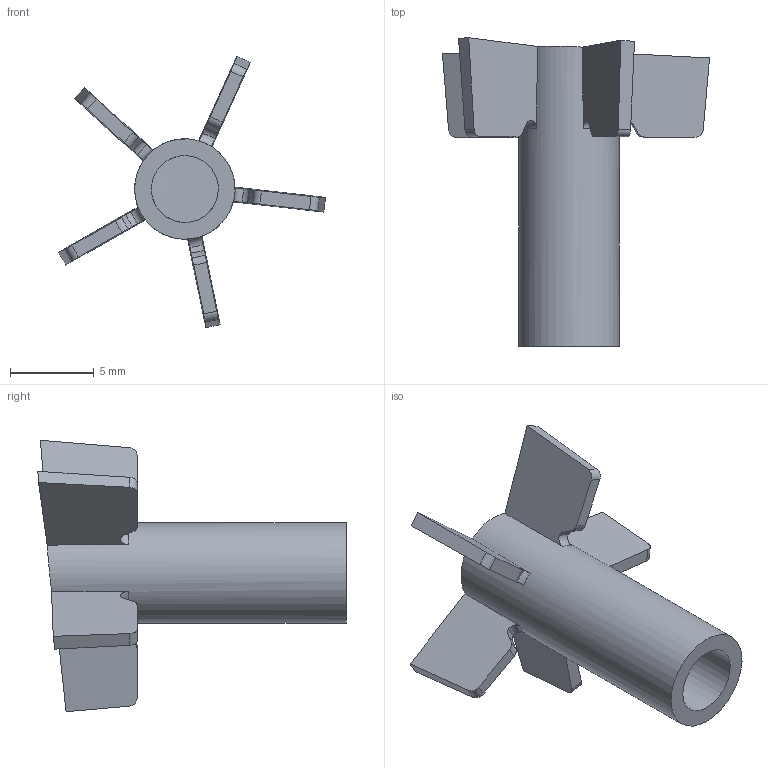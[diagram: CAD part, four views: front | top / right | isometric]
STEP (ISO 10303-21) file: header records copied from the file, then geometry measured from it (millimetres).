
FILE_DESCRIPTION(('Open CASCADE Model'),'2;1');
FILE_NAME('Open CASCADE Shape Model','2025-10-21T21:37:34',('Author'),( 'Open CASCADE'),'Open CASCADE STEP processor 7.7','Open CASCADE 7.7' ,'Unknown');
FILE_SCHEMA(('AUTOMOTIVE_DESIGN { 1 0 10303 214 1 1 1 1 }'));
Length unit declared in the file: millimetre
Products named in the file (50): Open CASCADE STEP translator 7.7 8; Open CASCADE STEP translator 7.7 8.1; Open CASCADE STEP translator 7.7 8.2; Open CASCADE STEP translator 7.7 8.3; Open CASCADE STEP translator 7.7 8.4; Open CASCADE STEP translator 7.7 8.5; Open CASCADE STEP translator 7.7 8.6; Open CASCADE STEP translator 7.7 8.7; Open CASCADE STEP translator 7.7 8.8; Open CASCADE STEP translator 7.7 8.9; Open CASCADE STEP translator 7.7 8.10; Open CASCADE STEP translator 7.7 8.11; Open CASCADE STEP translator 7.7 8.12; Open CASCADE STEP translator 7.7 8.13; Open CASCADE STEP translator 7.7 8.14; Open CASCADE STEP translator 7.7 8.15; Open CASCADE STEP translator 7.7 8.16; Open CASCADE STEP translator 7.7 8.17; Open CASCADE STEP translator 7.7 8.18; Open CASCADE STEP translator 7.7 8.19; Open CASCADE STEP translator 7.7 8.20; Open CASCADE STEP translator 7.7 8.21; Open CASCADE STEP translator 7.7 8.22; Open CASCADE STEP translator 7.7 8.23; Open CASCADE STEP translator 7.7 8.24; Open CASCADE STEP translator 7.7 8.25; Open CASCADE STEP translator 7.7 8.26; Open CASCADE STEP translator 7.7 8.27; Open CASCADE STEP translator 7.7 8.28; Open CASCADE STEP translator 7.7 8.29; Open CASCADE STEP translator 7.7 8.30; Open CASCADE STEP translator 7.7 8.31; Open CASCADE STEP translator 7.7 8.32; Open CASCADE STEP translator 7.7 8.33; Open CASCADE STEP translator 7.7 8.34; Open CASCADE STEP translator 7.7 8.35; Open CASCADE STEP translator 7.7 8.36; Open CASCADE STEP translator 7.7 8.37; Open CASCADE STEP translator 7.7 8.38; Open CASCADE STEP translator 7.7 8.39 ...
Assembly tree (49 placements, depth 2):
  Open CASCADE STEP translator 7.7 8
    Open CASCADE STEP translator 7.7 8.1
    Open CASCADE STEP translator 7.7 8.2
    Open CASCADE STEP translator 7.7 8.3
    Open CASCADE STEP translator 7.7 8.4
    Open CASCADE STEP translator 7.7 8.5
    Open CASCADE STEP translator 7.7 8.6
    Open CASCADE STEP translator 7.7 8.7
    Open CASCADE STEP translator 7.7 8.8
    Open CASCADE STEP translator 7.7 8.9
    Open CASCADE STEP translator 7.7 8.10
    Open CASCADE STEP translator 7.7 8.11
    Open CASCADE STEP translator 7.7 8.12
    Open CASCADE STEP translator 7.7 8.13
    Open CASCADE STEP translator 7.7 8.14
    Open CASCADE STEP translator 7.7 8.15
    Open CASCADE STEP translator 7.7 8.16
    Open CASCADE STEP translator 7.7 8.17
    Open CASCADE STEP translator 7.7 8.18
    Open CASCADE STEP translator 7.7 8.19
    Open CASCADE STEP translator 7.7 8.20
    Open CASCADE STEP translator 7.7 8.21
    Open CASCADE STEP translator 7.7 8.22
    Open CASCADE STEP translator 7.7 8.23
    Open CASCADE STEP translator 7.7 8.24
    Open CASCADE STEP translator 7.7 8.25
    Open CASCADE STEP translator 7.7 8.26
    Open CASCADE STEP translator 7.7 8.27
    Open CASCADE STEP translator 7.7 8.28
    Open CASCADE STEP translator 7.7 8.29
    Open CASCADE STEP translator 7.7 8.30
    Open CASCADE STEP translator 7.7 8.31
    Open CASCADE STEP translator 7.7 8.32
    Open CASCADE STEP translator 7.7 8.33
    Open CASCADE STEP translator 7.7 8.34
    Open CASCADE STEP translator 7.7 8.35
    Open CASCADE STEP translator 7.7 8.36
    Open CASCADE STEP translator 7.7 8.37
    Open CASCADE STEP translator 7.7 8.38
    Open CASCADE STEP translator 7.7 8.39
    Open CASCADE STEP translator 7.7 8.40
    Open CASCADE STEP translator 7.7 8.41
    Open CASCADE STEP translator 7.7 8.42
    Open CASCADE STEP translator 7.7 8.43
    Open CASCADE STEP translator 7.7 8.44
    Open CASCADE STEP translator 7.7 8.45
    Open CASCADE STEP translator 7.7 8.46
    Open CASCADE STEP translator 7.7 8.47
    Open CASCADE STEP translator 7.7 8.48
    Open CASCADE STEP translator 7.7 8.49
Bounding box: 15.97 x 18.43 x 16.22 mm (x, y, z)
Surface area: 865 mm2 (no closed solid volume)
Topology: 0 solids, 49 shells, 49 faces, 262 edges, 260 vertices
Faces by surface type: plane 21, torus 15, cylinder 7, cone 5, bspline 1
Full cylindrical faces by diameter (mm): 4 x1, 6 x1
Entity records: 6839 total; most frequent: CARTESIAN_POINT 2781, DIRECTION 584, ORIENTED_EDGE 264, PCURVE 264, DEFINITIONAL_REPRESENTATION 264, EDGE_CURVE 262, VERTEX_POINT 260, SURFACE_CURVE 260
